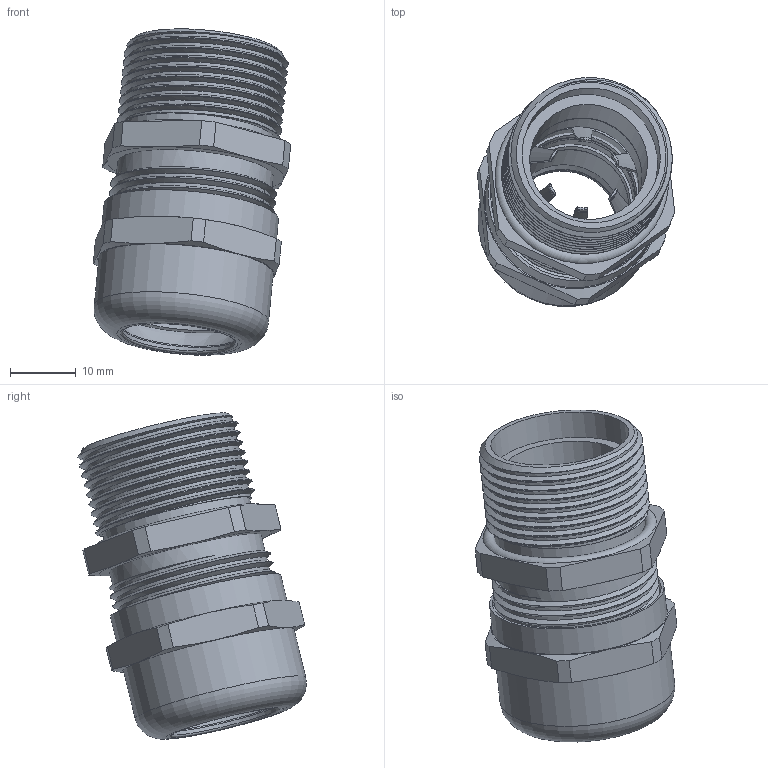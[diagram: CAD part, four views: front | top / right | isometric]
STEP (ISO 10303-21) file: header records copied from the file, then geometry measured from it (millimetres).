
FILE_DESCRIPTION(/* description */ ('Euro-Top-EMV 3/M M25x1,5, L= 15mm'),/* implementation_level */ '2;1');
FILE_NAME(/* name */ '61484525-RST.stp',/* time_stamp */ '2020-02-10T08:33:24+01:00',/* author */ ('sl'),/* organization */ (''),/* preprocessor_version */ 'ST-DEVELOPER v16.5',/* originating_system */ 'Autodesk Inventor 2017',/* authorisation */ '');
FILE_SCHEMA (('AUTOMOTIVE_DESIGN { 1 0 10303 214 3 1 1 }'));
Length unit declared in the file: millimetre
Products named in the file (8): 61484525; 61084525; 61484525_1; 61484525_2; 61484525_3; 61484525_4; 61484525_5; 61484525_6
Assembly tree (7 placements, depth 2):
  61484525
    61084525
    61484525_1
    61484525_2
    61484525_3
    61484525_4
    61484525_5
    61484525_6
Bounding box: 29.96 x 34.66 x 49.5 mm (x, y, z)
Volume: 9014 mm3; surface area: 16978.2 mm2
Topology: 7 solids, 7 shells, 380 faces, 1047 edges, 691 vertices
Faces by surface type: plane 159, cylinder 117, cone 50, torus 47, bspline 7
Full cylindrical faces by diameter (mm): 17.24 x1, 17.67 x1, 17.73 x1, 17.96 x1, 18.02 x1, 18.4 x1, 18.6 x2, 19.29 x1, 19.4 x1, 19.93 x1, 20.47 x1, 20.57 x1, 20.63 x1, 20.78 x1, 20.93 x2, 21.07 x1, 21.93 x1, 22.49 x1, 22.918 x1, 23.708 x5, 23.87 x2, 25.822 x9, 26.462 x1, 26.65 x2
Entity records: 17009 total; most frequent: CARTESIAN_POINT 7741, DIRECTION 1913, ORIENTED_EDGE 1912, EDGE_CURVE 956, AXIS2_PLACEMENT_3D 800, VERTEX_POINT 656, EDGE_LOOP 434, CIRCLE 425
